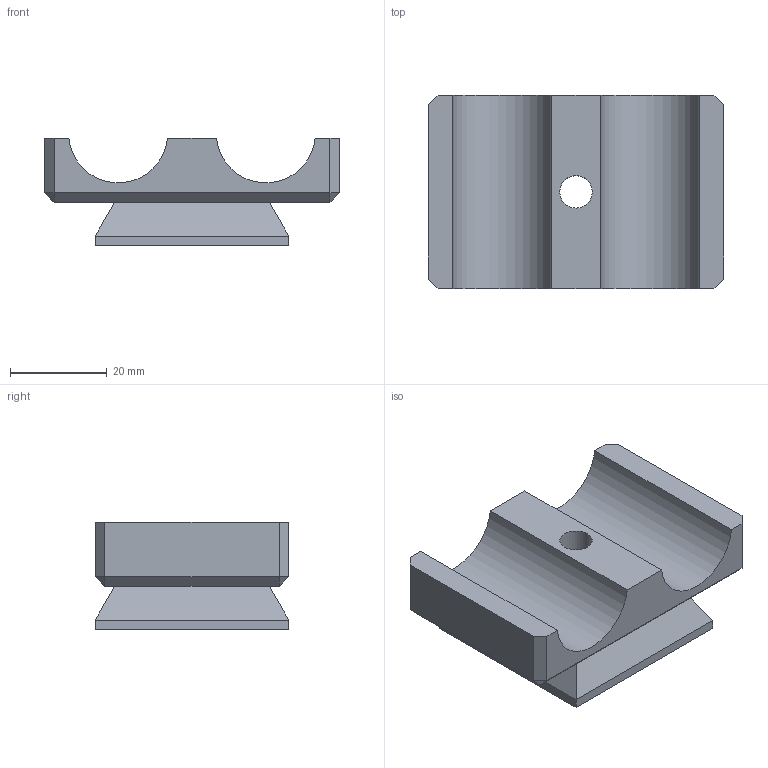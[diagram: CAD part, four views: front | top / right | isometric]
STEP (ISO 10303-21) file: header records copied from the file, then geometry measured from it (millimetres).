
FILE_DESCRIPTION(('FreeCAD Model'),'2;1');
FILE_NAME('lock and pipe.step', '2020-10-30T17:17:26',('Author'),(''), 'Open CASCADE STEP processor 7.4','FreeCAD','Unknown');
FILE_SCHEMA(('AUTOMOTIVE_DESIGN { 1 0 10303 214 1 1 1 1 }'));
Length unit declared in the file: millimetre
Products named in the file (1): lock_and_pipe
Bounding box: 61 x 40 x 22.25 mm (x, y, z)
Volume: 31562.7 mm3; surface area: 9968.2 mm2
Topology: 1 solids, 1 shells, 39 faces, 89 edges, 54 vertices
Faces by surface type: plane 32, bspline 4, cylinder 3
Full cylindrical faces by diameter (mm): 6.7 x1
Entity records: 2298 total; most frequent: CARTESIAN_POINT 393, DIRECTION 335, LINE 247, VECTOR 247, ORIENTED_EDGE 178, PCURVE 178, DEFINITIONAL_REPRESENTATION 178, EDGE_CURVE 89
